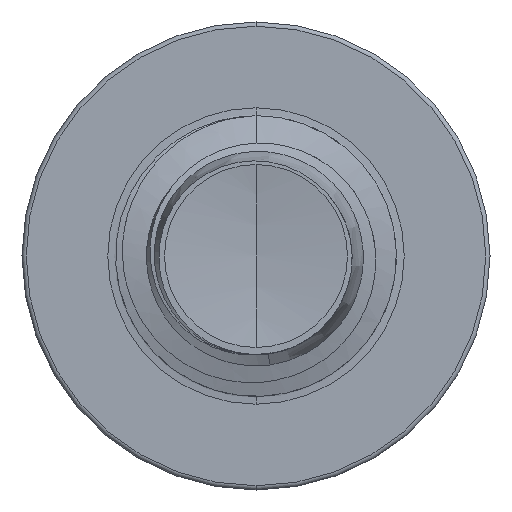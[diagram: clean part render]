
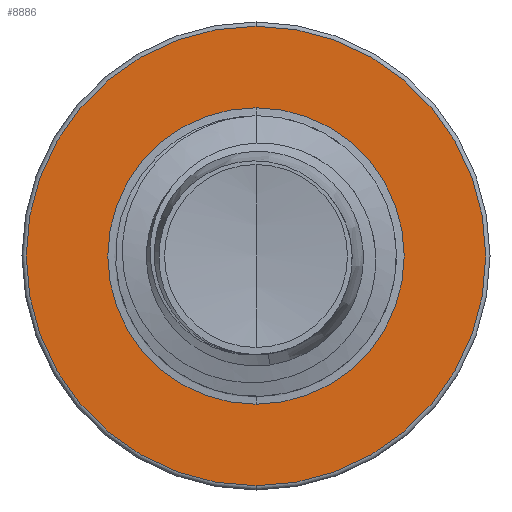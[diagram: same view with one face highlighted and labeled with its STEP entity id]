
A CAD part, front view. The second image highlights one B-rep face of the part: STEP entity #8886.
In plain terms, the highlighted planar face has unit normal (0, -1, 0).
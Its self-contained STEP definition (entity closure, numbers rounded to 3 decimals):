
#21 = AXIS2_PLACEMENT_3D ( 'NONE', #710, #8310, #1799 ) ;
#710 = CARTESIAN_POINT ( 'NONE',  ( 0., 4., 0. ) ) ;
#787 = EDGE_CURVE ( 'NONE', #917, #7849, #10284, .T. ) ;
#917 = VERTEX_POINT ( 'NONE', #3837 ) ;
#961 = CARTESIAN_POINT ( 'NONE',  ( 0., 4., -3.683 ) ) ;
#1010 = AXIS2_PLACEMENT_3D ( 'NONE', #6716, #2368, #9998 ) ;
#1625 = VERTEX_POINT ( 'NONE', #4449 ) ;
#1799 = DIRECTION ( 'NONE',  ( 0., 0., 1. ) ) ;
#1897 = CIRCLE ( 'NONE', #21, 2.375 ) ;
#2129 = CARTESIAN_POINT ( 'NONE',  ( 0., 4., 0. ) ) ;
#2368 = DIRECTION ( 'NONE',  ( 0., 1., 0. ) ) ;
#2503 = DIRECTION ( 'NONE',  ( 0., 1., 0. ) ) ;
#2631 = VERTEX_POINT ( 'NONE', #5899 ) ;
#2810 = ORIENTED_EDGE ( 'NONE', *, *, #3475, .T. ) ;
#2943 = CIRCLE ( 'NONE', #13029, 2.375 ) ;
#3088 = CIRCLE ( 'NONE', #11867, 3.683 ) ;
#3204 = DIRECTION ( 'NONE',  ( 0., 0., 1. ) ) ;
#3233 = FACE_BOUND ( 'NONE', #13746, .T. ) ;
#3475 = EDGE_CURVE ( 'NONE', #2631, #1625, #2943, .T. ) ;
#3837 = CARTESIAN_POINT ( 'NONE',  ( 0., 4., 3.683 ) ) ;
#3932 = ORIENTED_EDGE ( 'NONE', *, *, #9413, .T. ) ;
#4449 = CARTESIAN_POINT ( 'NONE',  ( 0., 4., -2.375 ) ) ;
#5495 = CARTESIAN_POINT ( 'NONE',  ( 0., 4., 0. ) ) ;
#5899 = CARTESIAN_POINT ( 'NONE',  ( 0., 4., 2.375 ) ) ;
#6134 = EDGE_CURVE ( 'NONE', #7849, #917, #3088, .T. ) ;
#6254 = AXIS2_PLACEMENT_3D ( 'NONE', #9041, #2503, #10137 ) ;
#6593 = DIRECTION ( 'NONE',  ( 0., 0., 1. ) ) ;
#6716 = CARTESIAN_POINT ( 'NONE',  ( 0., 4., -2.375 ) ) ;
#7849 = VERTEX_POINT ( 'NONE', #961 ) ;
#8310 = DIRECTION ( 'NONE',  ( 0., 1., 0. ) ) ;
#8886 = ADVANCED_FACE ( 'NONE', ( #9059, #3233 ), #13243, .F. ) ;
#9041 = CARTESIAN_POINT ( 'NONE',  ( 0., 4., 0. ) ) ;
#9059 = FACE_OUTER_BOUND ( 'NONE', #12893, .T. ) ;
#9383 = ORIENTED_EDGE ( 'NONE', *, *, #787, .F. ) ;
#9413 = EDGE_CURVE ( 'NONE', #1625, #2631, #1897, .T. ) ;
#9746 = DIRECTION ( 'NONE',  ( 0., 1., 0. ) ) ;
#9998 = DIRECTION ( 'NONE',  ( 0., 0., 1. ) ) ;
#10137 = DIRECTION ( 'NONE',  ( 0., 0., 1. ) ) ;
#10284 = CIRCLE ( 'NONE', #6254, 3.683 ) ;
#11867 = AXIS2_PLACEMENT_3D ( 'NONE', #2129, #9746, #3204 ) ;
#12191 = ORIENTED_EDGE ( 'NONE', *, *, #6134, .F. ) ;
#12893 = EDGE_LOOP ( 'NONE', ( #9383, #12191 ) ) ;
#13029 = AXIS2_PLACEMENT_3D ( 'NONE', #5495, #13132, #6593 ) ;
#13132 = DIRECTION ( 'NONE',  ( 0., 1., 0. ) ) ;
#13243 = PLANE ( 'NONE',  #1010 ) ;
#13746 = EDGE_LOOP ( 'NONE', ( #2810, #3932 ) ) ;
